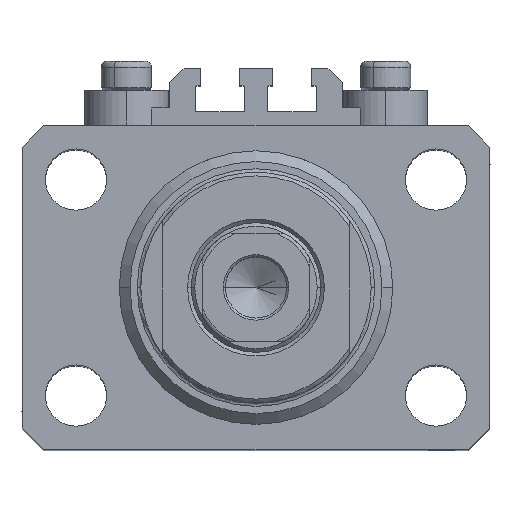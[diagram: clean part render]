
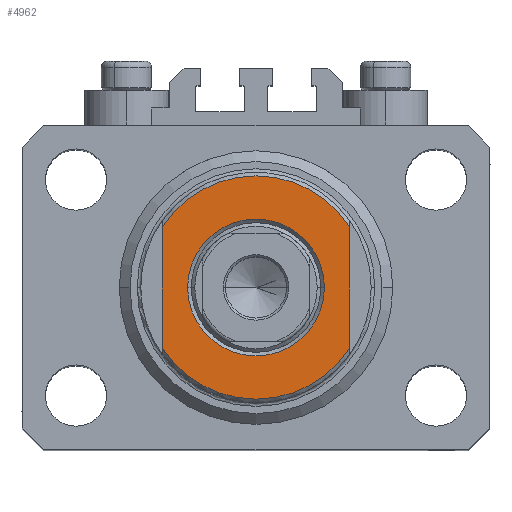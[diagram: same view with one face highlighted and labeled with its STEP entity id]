
A CAD part, top view. The second image highlights one B-rep face of the part: STEP entity #4962.
In plain terms, the highlighted face is planar.
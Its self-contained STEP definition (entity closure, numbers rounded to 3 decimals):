
#54 = CARTESIAN_POINT ( 'NONE',  ( -13., -8.441, -6.5 ) ) ;
#89 = CIRCLE ( 'NONE', #33791, 9.5 ) ;
#1002 = DIRECTION ( 'NONE',  ( -1., 0., 0. ) ) ;
#1106 = CARTESIAN_POINT ( 'NONE',  ( 13., -43.081, -6.5 ) ) ;
#1303 = CARTESIAN_POINT ( 'NONE',  ( -13., -43.081, -6.5 ) ) ;
#4613 = DIRECTION ( 'NONE',  ( 0., 0., -1. ) ) ;
#4962 = ADVANCED_FACE ( 'NONE', ( #44919, #22604 ), #11334, .T. ) ;
#5200 = LINE ( 'NONE', #1106, #21675 ) ;
#5864 = CARTESIAN_POINT ( 'NONE',  ( -9.5, 0., -6.5 ) ) ;
#5933 = CIRCLE ( 'NONE', #32749, 15.5 ) ;
#7521 = EDGE_CURVE ( 'NONE', #16311, #16257, #16118, .T. ) ;
#7955 = DIRECTION ( 'NONE',  ( 0., 0., 1. ) ) ;
#10546 = DIRECTION ( 'NONE',  ( -1., 0., 0. ) ) ;
#11038 = VERTEX_POINT ( 'NONE', #45376 ) ;
#11334 = PLANE ( 'NONE',  #21537 ) ;
#11970 = ORIENTED_EDGE ( 'NONE', *, *, #25983, .T. ) ;
#13345 = CARTESIAN_POINT ( 'NONE',  ( 0., 0., -6.5 ) ) ;
#13625 = DIRECTION ( 'NONE',  ( -1., 0., 0. ) ) ;
#16118 = CIRCLE ( 'NONE', #23804, 9.5 ) ;
#16257 = VERTEX_POINT ( 'NONE', #41392 ) ;
#16311 = VERTEX_POINT ( 'NONE', #5864 ) ;
#17550 = VECTOR ( 'NONE', #34435, 1000. ) ;
#18534 = CARTESIAN_POINT ( 'NONE',  ( -13., 8.441, -6.5 ) ) ;
#19204 = EDGE_CURVE ( 'NONE', #16257, #16311, #89, .T. ) ;
#19320 = CIRCLE ( 'NONE', #33131, 15.5 ) ;
#19806 = ORIENTED_EDGE ( 'NONE', *, *, #7521, .T. ) ;
#21537 = AXIS2_PLACEMENT_3D ( 'NONE', #37490, #4613, #1002 ) ;
#21675 = VECTOR ( 'NONE', #45508, 1000. ) ;
#22604 = FACE_OUTER_BOUND ( 'NONE', #42243, .T. ) ;
#23096 = EDGE_CURVE ( 'NONE', #43787, #30193, #41638, .T. ) ;
#23757 = EDGE_CURVE ( 'NONE', #43787, #11038, #19320, .T. ) ;
#23804 = AXIS2_PLACEMENT_3D ( 'NONE', #46552, #47268, #10546 ) ;
#25983 = EDGE_CURVE ( 'NONE', #11038, #46780, #5200, .T. ) ;
#26644 = DIRECTION ( 'NONE',  ( -1., 0., 0. ) ) ;
#28393 = CARTESIAN_POINT ( 'NONE',  ( 13., -8.441, -6.5 ) ) ;
#30142 = ORIENTED_EDGE ( 'NONE', *, *, #23096, .F. ) ;
#30193 = VERTEX_POINT ( 'NONE', #54 ) ;
#31172 = DIRECTION ( 'NONE',  ( 0., 0., -1. ) ) ;
#32676 = ORIENTED_EDGE ( 'NONE', *, *, #41757, .T. ) ;
#32749 = AXIS2_PLACEMENT_3D ( 'NONE', #45803, #31172, #13625 ) ;
#33131 = AXIS2_PLACEMENT_3D ( 'NONE', #13345, #35907, #43112 ) ;
#33791 = AXIS2_PLACEMENT_3D ( 'NONE', #37223, #7955, #26644 ) ;
#34435 = DIRECTION ( 'NONE',  ( 0., -1., 0. ) ) ;
#35907 = DIRECTION ( 'NONE',  ( 0., 0., -1. ) ) ;
#36996 = ORIENTED_EDGE ( 'NONE', *, *, #23757, .T. ) ;
#37223 = CARTESIAN_POINT ( 'NONE',  ( 0., 0., -6.5 ) ) ;
#37490 = CARTESIAN_POINT ( 'NONE',  ( 0., 0., -6.5 ) ) ;
#39407 = ORIENTED_EDGE ( 'NONE', *, *, #19204, .T. ) ;
#41392 = CARTESIAN_POINT ( 'NONE',  ( 9.5, 0., -6.5 ) ) ;
#41638 = LINE ( 'NONE', #1303, #17550 ) ;
#41757 = EDGE_CURVE ( 'NONE', #46780, #30193, #5933, .T. ) ;
#42243 = EDGE_LOOP ( 'NONE', ( #36996, #11970, #32676, #30142 ) ) ;
#43112 = DIRECTION ( 'NONE',  ( -1., 0., 0. ) ) ;
#43787 = VERTEX_POINT ( 'NONE', #18534 ) ;
#44919 = FACE_BOUND ( 'NONE', #47260, .T. ) ;
#45376 = CARTESIAN_POINT ( 'NONE',  ( 13., 8.441, -6.5 ) ) ;
#45508 = DIRECTION ( 'NONE',  ( 0., -1., 0. ) ) ;
#45803 = CARTESIAN_POINT ( 'NONE',  ( 0., 0., -6.5 ) ) ;
#46552 = CARTESIAN_POINT ( 'NONE',  ( 0., 0., -6.5 ) ) ;
#46780 = VERTEX_POINT ( 'NONE', #28393 ) ;
#47260 = EDGE_LOOP ( 'NONE', ( #19806, #39407 ) ) ;
#47268 = DIRECTION ( 'NONE',  ( 0., 0., 1. ) ) ;
